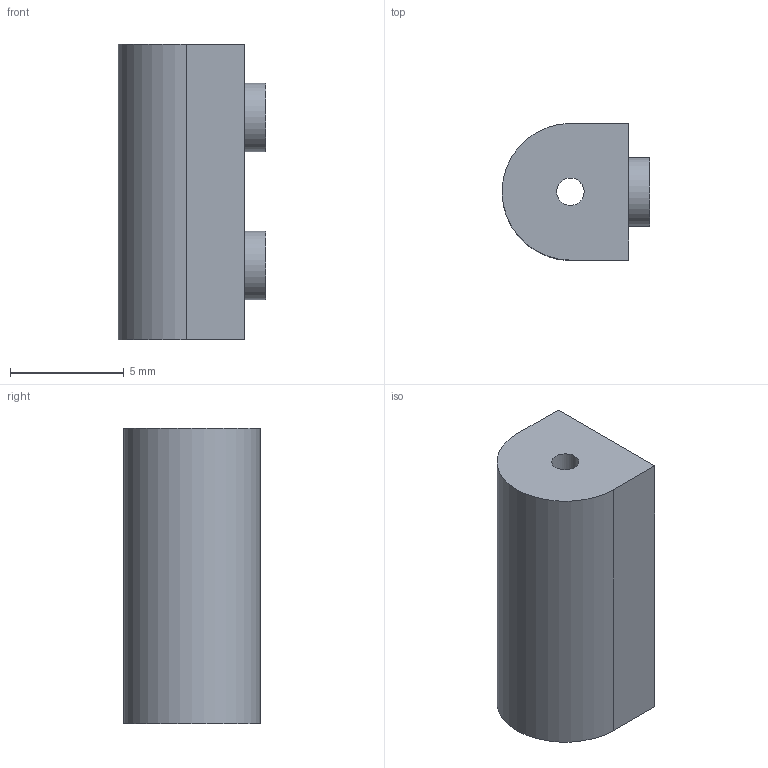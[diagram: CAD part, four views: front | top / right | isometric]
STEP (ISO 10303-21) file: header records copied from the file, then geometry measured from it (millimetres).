
FILE_DESCRIPTION(/* description */ (''),/* implementation_level */ '2;1');
FILE_NAME(/* name */ 'adaptor_lightsource_mk1.stp',/* time_stamp */ '2022-12-09T19:14:24+01:00',/* author */ ('Rik Ubaghs'),/* organization */ (''),/* preprocessor_version */ 'ST-DEVELOPER v18.1',/* originating_system */ 'Autodesk Inventor 2021',/* authorisation */ '');
FILE_SCHEMA (('AUTOMOTIVE_DESIGN { 1 0 10303 214 3 1 1 }'));
Length unit declared in the file: millimetre
Products named in the file (1): adaptor_lightsource_mk1
Bounding box: 6.49 x 6 x 12.95 mm (x, y, z)
Volume: 285.3 mm3; surface area: 472.1 mm2
Topology: 1 solids, 1 shells, 13 faces, 31 edges, 23 vertices
Faces by surface type: plane 8, cylinder 5
Full cylindrical faces by diameter (mm): 1.2 x1, 3 x2, 3.4 x1
Entity records: 474 total; most frequent: DIRECTION 76, CARTESIAN_POINT 68, ORIENTED_EDGE 62, EDGE_CURVE 31, AXIS2_PLACEMENT_3D 31, VERTEX_POINT 23, EDGE_LOOP 18, CIRCLE 17
